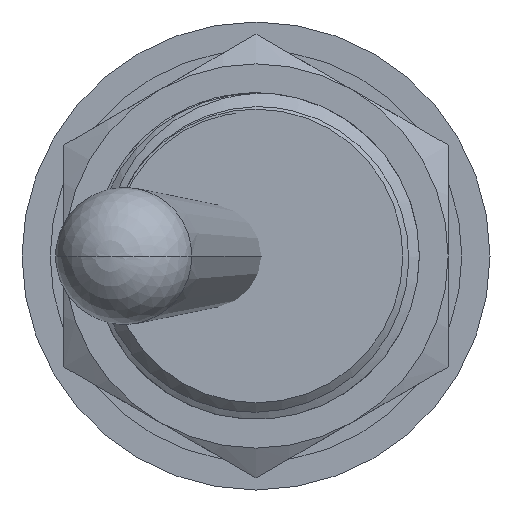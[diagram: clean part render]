
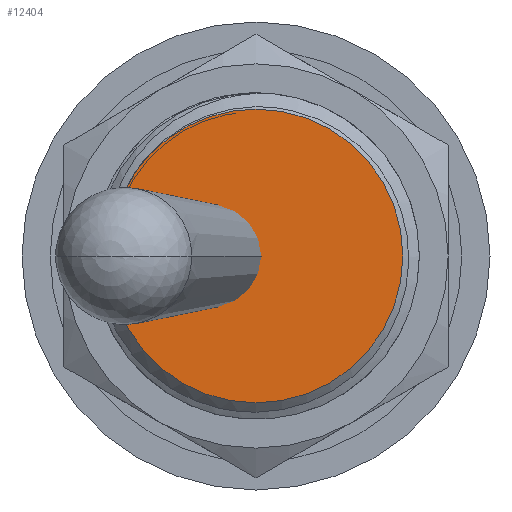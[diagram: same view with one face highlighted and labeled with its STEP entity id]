
A CAD part, front view. The second image highlights one B-rep face of the part: STEP entity #12404.
In plain terms, the highlighted planar face has unit normal (0, -1, 0).
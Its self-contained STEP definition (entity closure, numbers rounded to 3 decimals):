
#3967=DIRECTION('',(0.,0.,-1.));
#3968=VECTOR('',#3967,1.9);
#3969=CARTESIAN_POINT('',(-5.05,-11.9,0.95));
#3970=LINE('',#3969,#3968);
#4019=DIRECTION('',(1.,0.,0.));
#4020=VECTOR('',#4019,0.155);
#4021=CARTESIAN_POINT('',(-5.205,-11.9,
0.95));
#4022=LINE('',#4021,#4020);
#4418=DIRECTION('',(1.,0.,0.));
#4419=VECTOR('',#4418,0.177);
#4420=CARTESIAN_POINT('',(-5.227,-11.9,
-0.95));
#4421=LINE('',#4420,#4419);
#4422=CARTESIAN_POINT('',(0.,-11.9,0.));
#4423=DIRECTION('',(0.,1.,0.));
#4424=DIRECTION('',(-0.901,0.,0.434));
#4425=AXIS2_PLACEMENT_3D('',#4422,#4423,#4424);
#4427=CARTESIAN_POINT('',(0.,-11.9,0.));
#4428=DIRECTION('',(0.,1.,0.));
#4429=DIRECTION('',(0.,0.,1.));
#4430=AXIS2_PLACEMENT_3D('',#4427,#4428,#4429);
#4432=CARTESIAN_POINT('',(0.,-11.9,0.));
#4433=DIRECTION('',(0.,1.,0.));
#4434=DIRECTION('',(0.,0.,-1.));
#4435=AXIS2_PLACEMENT_3D('',#4432,#4433,#4434);
#4437=CARTESIAN_POINT('',(-5.227,-11.9,
-0.95));
#4438=CARTESIAN_POINT('',(-5.213,-11.9,
-1.05));
#4439=CARTESIAN_POINT('',(-5.18,-11.9,
-1.249));
#4440=CARTESIAN_POINT('',(-5.112,-11.9,
-1.544));
#4441=CARTESIAN_POINT('',(-5.056,-11.9,
-1.738));
#4442=CARTESIAN_POINT('',(-5.026,-11.9,
-1.835));
#4465=CARTESIAN_POINT('',(-4.82,-11.9,
2.322));
#4466=CARTESIAN_POINT('',(-4.858,-11.9,
2.234));
#4467=CARTESIAN_POINT('',(-4.929,-11.9,
2.057));
#4468=CARTESIAN_POINT('',(-5.021,-11.9,
1.786));
#4469=CARTESIAN_POINT('',(-5.098,-11.9,
1.511));
#4470=CARTESIAN_POINT('',(-5.161,-11.9,
1.232));
#4471=CARTESIAN_POINT('',(-5.192,-11.9,
1.044));
#4472=CARTESIAN_POINT('',(-5.205,-11.9,
0.95));
#4474=CARTESIAN_POINT('',(-5.205,-11.9,
0.95));
#7865=CARTESIAN_POINT('',(-5.05,-11.9,0.95));
#7866=VERTEX_POINT('',#7865);
#7867=CARTESIAN_POINT('',(-5.05,-11.9,-0.95));
#7868=VERTEX_POINT('',#7867);
#7900=VERTEX_POINT('',#4474);
#7921=CARTESIAN_POINT('',(-5.227,-11.9,
-0.95));
#7922=VERTEX_POINT('',#7921);
#7952=VERTEX_POINT('',#4442);
#7953=VERTEX_POINT('',#4465);
#7954=CARTESIAN_POINT('',(0.,-11.9,-5.35));
#7955=VERTEX_POINT('',#7954);
#7956=CARTESIAN_POINT('',(0.,-11.9,5.35));
#7957=VERTEX_POINT('',#7956);
#12384=CARTESIAN_POINT('',(0.,-11.9,0.));
#12385=DIRECTION('',(0.,1.,0.));
#12386=DIRECTION('',(1.,0.,0.));
#12387=AXIS2_PLACEMENT_3D('',#12384,#12385,#12386);
#12388=PLANE('',#12387);
#12390=ORIENTED_EDGE('',*,*,#12389,.F.);
#12391=ORIENTED_EDGE('',*,*,#12324,.T.);
#12392=ORIENTED_EDGE('',*,*,#11619,.F.);
#12393=ORIENTED_EDGE('',*,*,#11691,.F.);
#12395=ORIENTED_EDGE('',*,*,#12394,.F.);
#12397=ORIENTED_EDGE('',*,*,#12396,.T.);
#12399=ORIENTED_EDGE('',*,*,#12398,.T.);
#12401=ORIENTED_EDGE('',*,*,#12400,.T.);
#12402=EDGE_LOOP('',(#12390,#12391,#12392,#12393,#12395,#12397,#12399,#12401));
#12403=FACE_OUTER_BOUND('',#12402,.F.);
#12404=ADVANCED_FACE('',(#12403),#12388,.F.);
#4426=CIRCLE('',#4425,5.35);
#4431=CIRCLE('',#4430,5.35);
#4436=CIRCLE('',#4435,5.35);
#4443=B_SPLINE_CURVE_WITH_KNOTS('',3,(#4437,#4438,#4439,#4440,#4441,#4442),
.UNSPECIFIED.,.F.,.F.,(4,1,1,4),(0.,0.333,0.667,1.),
.UNSPECIFIED.);
#4473=B_SPLINE_CURVE_WITH_KNOTS('',3,(#4465,#4466,#4467,#4468,#4469,#4470,#4471,
#4472),.UNSPECIFIED.,.F.,.F.,(4,1,1,1,1,4),(0.,0.2,0.4,0.6,0.8,1.),
.UNSPECIFIED.);
#11619=EDGE_CURVE('',#7866,#7868,#3970,.T.);
#11691=EDGE_CURVE('',#7900,#7866,#4022,.T.);
#12324=EDGE_CURVE('',#7922,#7868,#4421,.T.);
#12389=EDGE_CURVE('',#7922,#7952,#4443,.T.);
#12394=EDGE_CURVE('',#7953,#7900,#4473,.T.);
#12396=EDGE_CURVE('',#7953,#7957,#4426,.T.);
#12398=EDGE_CURVE('',#7957,#7955,#4431,.T.);
#12400=EDGE_CURVE('',#7955,#7952,#4436,.T.);
